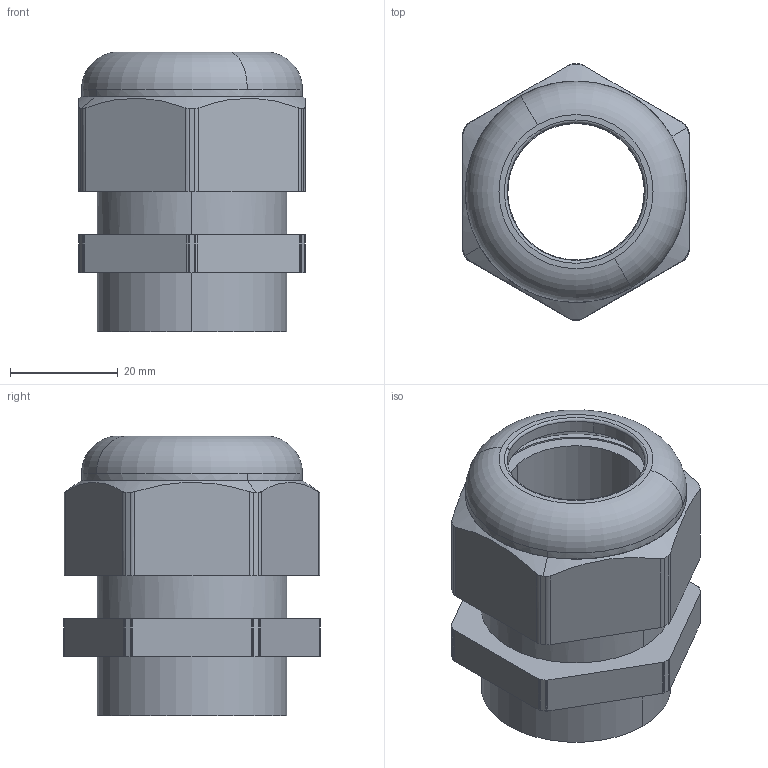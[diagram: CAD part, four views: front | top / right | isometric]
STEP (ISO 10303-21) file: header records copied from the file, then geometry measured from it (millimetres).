
FILE_DESCRIPTION(('CATIA V5 STEP Exchange','CAx-IF Rec.Pracs.--- Model Styling and Organization---1.4--- 2014-01-23'),'2;1');
FILE_NAME ('D1452852_1_1569030000_1569030000.stp','2024-02-13T11:07:35+00:00',('none'),('Weidmueller'),'CATIA Version 5-6 Release 2016 SP3 HF44','CATIA V5 STEP AP214','none');
FILE_SCHEMA(('AUTOMOTIVE_DESIGN { 1 0 10303 214 1 1 1 1 }'));
Length unit declared in the file: millimetre
Products named in the file (1): VG_29
Bounding box: 42 x 47.66 x 52 mm (x, y, z)
Volume: 29850.1 mm3; surface area: 21752.6 mm2
Topology: 1 solids, 1 shells, 115 faces, 305 edges, 203 vertices
Faces by surface type: cylinder 62, plane 37, cone 10, torus 6
Entity records: 3917 total; most frequent: CARTESIAN_POINT 1040, ORIENTED_EDGE 610, DIRECTION 463, EDGE_CURVE 305, AXIS2_PLACEMENT_3D 219, VERTEX_POINT 203, VECTOR 136, LINE 136
